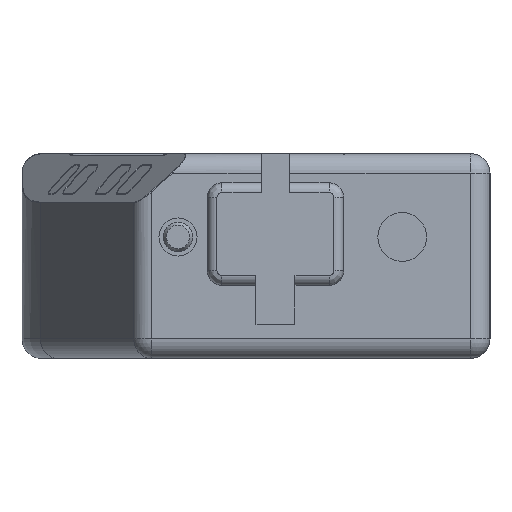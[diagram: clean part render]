
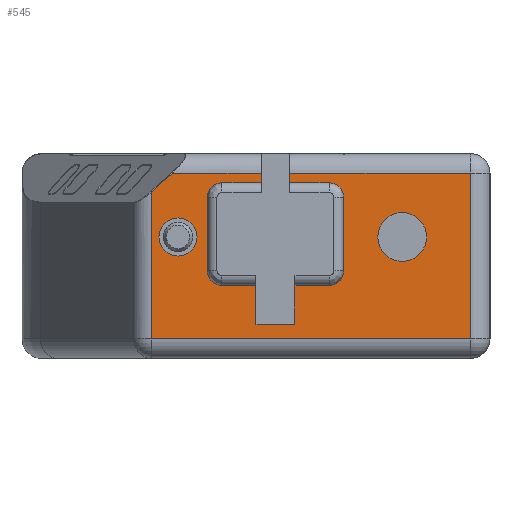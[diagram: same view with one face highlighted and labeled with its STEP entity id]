
A CAD part, left-side view. The second image highlights one B-rep face of the part: STEP entity #545.
In plain terms, the highlighted planar face has unit normal (-1, 0, 0).
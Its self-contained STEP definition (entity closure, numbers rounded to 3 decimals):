
#316=FACE_BOUND('',#1224,.T.);
#317=FACE_BOUND('',#1225,.T.);
#389=CIRCLE('',#4613,2.5);
#390=CIRCLE('',#4614,1.95);
#391=CIRCLE('',#4615,1.5);
#392=CIRCLE('',#4616,1.5);
#393=CIRCLE('',#4617,1.5);
#394=CIRCLE('',#4618,1.5);
#545=ADVANCED_FACE('',(#316,#317,#961),#807,.F.);
#807=PLANE('',#4619);
#961=FACE_OUTER_BOUND('',#1226,.T.);
#1224=EDGE_LOOP('',(#1637));
#1225=EDGE_LOOP('',(#1638));
#1226=EDGE_LOOP('',(#1639,#1640,#1641,#1642,#1643,#1644,#1645,#1646,#1647,
#1648,#1649,#1650,#1651,#1652,#1653,#1654,#1655,#1656,#1657,#1658,#1659));
#1637=ORIENTED_EDGE('',*,*,#3304,.F.);
#1638=ORIENTED_EDGE('',*,*,#3305,.T.);
#1639=ORIENTED_EDGE('',*,*,#3306,.T.);
#1640=ORIENTED_EDGE('',*,*,#3307,.T.);
#1641=ORIENTED_EDGE('',*,*,#3308,.T.);
#1642=ORIENTED_EDGE('',*,*,#3309,.T.);
#1643=ORIENTED_EDGE('',*,*,#3310,.F.);
#1644=ORIENTED_EDGE('',*,*,#3311,.T.);
#1645=ORIENTED_EDGE('',*,*,#3312,.F.);
#1646=ORIENTED_EDGE('',*,*,#3313,.F.);
#1647=ORIENTED_EDGE('',*,*,#3314,.F.);
#1648=ORIENTED_EDGE('',*,*,#3315,.F.);
#1649=ORIENTED_EDGE('',*,*,#3316,.F.);
#1650=ORIENTED_EDGE('',*,*,#3317,.F.);
#1651=ORIENTED_EDGE('',*,*,#3318,.F.);
#1652=ORIENTED_EDGE('',*,*,#3319,.F.);
#1653=ORIENTED_EDGE('',*,*,#3320,.F.);
#1654=ORIENTED_EDGE('',*,*,#3321,.F.);
#1655=ORIENTED_EDGE('',*,*,#3322,.F.);
#1656=ORIENTED_EDGE('',*,*,#3323,.F.);
#1657=ORIENTED_EDGE('',*,*,#3324,.F.);
#1658=ORIENTED_EDGE('',*,*,#3325,.F.);
#1659=ORIENTED_EDGE('',*,*,#3326,.F.);
#2898=VERTEX_POINT('',#6930);
#2899=VERTEX_POINT('',#6932);
#2900=VERTEX_POINT('',#6934);
#2901=VERTEX_POINT('',#6935);
#2902=VERTEX_POINT('',#6937);
#2903=VERTEX_POINT('',#6939);
#2904=VERTEX_POINT('',#6941);
#2905=VERTEX_POINT('',#6943);
#2906=VERTEX_POINT('',#6945);
#2907=VERTEX_POINT('',#6947);
#2908=VERTEX_POINT('',#6949);
#2909=VERTEX_POINT('',#6951);
#2910=VERTEX_POINT('',#6953);
#2911=VERTEX_POINT('',#6955);
#2912=VERTEX_POINT('',#6957);
#2913=VERTEX_POINT('',#6959);
#2914=VERTEX_POINT('',#6961);
#2915=VERTEX_POINT('',#6963);
#2916=VERTEX_POINT('',#6965);
#2917=VERTEX_POINT('',#6967);
#2918=VERTEX_POINT('',#6969);
#2919=VERTEX_POINT('',#6971);
#2920=VERTEX_POINT('',#6973);
#3304=EDGE_CURVE('',#2898,#2898,#389,.T.);
#3305=EDGE_CURVE('',#2899,#2899,#390,.T.);
#3306=EDGE_CURVE('',#2900,#2901,#3857,.T.);
#3307=EDGE_CURVE('',#2901,#2902,#3858,.T.);
#3308=EDGE_CURVE('',#2902,#2903,#3859,.T.);
#3309=EDGE_CURVE('',#2903,#2904,#3860,.T.);
#3310=EDGE_CURVE('',#2905,#2904,#3861,.T.);
#3311=EDGE_CURVE('',#2905,#2906,#3862,.T.);
#3312=EDGE_CURVE('',#2907,#2906,#3863,.T.);
#3313=EDGE_CURVE('',#2908,#2907,#3864,.T.);
#3314=EDGE_CURVE('',#2909,#2908,#391,.T.);
#3315=EDGE_CURVE('',#2910,#2909,#3865,.T.);
#3316=EDGE_CURVE('',#2911,#2910,#392,.T.);
#3317=EDGE_CURVE('',#2912,#2911,#3866,.T.);
#3318=EDGE_CURVE('',#2913,#2912,#3867,.T.);
#3319=EDGE_CURVE('',#2914,#2913,#3868,.T.);
#3320=EDGE_CURVE('',#2915,#2914,#3869,.T.);
#3321=EDGE_CURVE('',#2916,#2915,#3870,.T.);
#3322=EDGE_CURVE('',#2917,#2916,#393,.T.);
#3323=EDGE_CURVE('',#2918,#2917,#3871,.T.);
#3324=EDGE_CURVE('',#2919,#2918,#394,.T.);
#3325=EDGE_CURVE('',#2920,#2919,#3872,.T.);
#3326=EDGE_CURVE('',#2900,#2920,#3873,.T.);
#3857=LINE('',#6933,#4229);
#3858=LINE('',#6936,#4230);
#3859=LINE('',#6938,#4231);
#3860=LINE('',#6940,#4232);
#3861=LINE('',#6942,#4233);
#3862=LINE('',#6944,#4234);
#3863=LINE('',#6946,#4235);
#3864=LINE('',#6948,#4236);
#3865=LINE('',#6952,#4237);
#3866=LINE('',#6956,#4238);
#3867=LINE('',#6958,#4239);
#3868=LINE('',#6960,#4240);
#3869=LINE('',#6962,#4241);
#3870=LINE('',#6964,#4242);
#3871=LINE('',#6968,#4243);
#3872=LINE('',#6972,#4244);
#3873=LINE('',#6974,#4245);
#4229=VECTOR('',#5162,1.);
#4230=VECTOR('',#5163,1.);
#4231=VECTOR('',#5164,1.);
#4232=VECTOR('',#5165,1.);
#4233=VECTOR('',#5166,1.);
#4234=VECTOR('',#5167,1.);
#4235=VECTOR('',#5168,1.);
#4236=VECTOR('',#5169,1.);
#4237=VECTOR('',#5172,1.);
#4238=VECTOR('',#5175,1.);
#4239=VECTOR('',#5176,1.);
#4240=VECTOR('',#5177,1.);
#4241=VECTOR('',#5178,1.);
#4242=VECTOR('',#5179,1.);
#4243=VECTOR('',#5182,1.);
#4244=VECTOR('',#5185,1.);
#4245=VECTOR('',#5186,1.);
#4613=AXIS2_PLACEMENT_3D('',#6929,#5158,#5159);
#4614=AXIS2_PLACEMENT_3D('',#6931,#5160,#5161);
#4615=AXIS2_PLACEMENT_3D('',#6950,#5170,#5171);
#4616=AXIS2_PLACEMENT_3D('',#6954,#5173,#5174);
#4617=AXIS2_PLACEMENT_3D('',#6966,#5180,#5181);
#4618=AXIS2_PLACEMENT_3D('',#6970,#5183,#5184);
#4619=AXIS2_PLACEMENT_3D('',#6975,#5187,#5188);
#5158=DIRECTION('',(-1.,0.,0.));
#5159=DIRECTION('',(0.,-1.,0.));
#5160=DIRECTION('',(1.,0.,0.));
#5161=DIRECTION('',(0.,1.,0.));
#5162=DIRECTION('',(0.,1.,0.));
#5163=DIRECTION('',(0.,0.741,-0.672));
#5164=DIRECTION('',(0.,0.,-1.));
#5165=DIRECTION('',(0.,-1.,0.));
#5166=DIRECTION('',(0.,0.,-1.));
#5167=DIRECTION('',(0.,1.,0.));
#5168=DIRECTION('',(0.,0.,1.));
#5169=DIRECTION('',(0.,1.,0.));
#5170=DIRECTION('',(-1.,0.,0.));
#5171=DIRECTION('',(0.,-1.,0.));
#5172=DIRECTION('',(0.,0.,1.));
#5173=DIRECTION('',(-1.,0.,0.));
#5174=DIRECTION('',(0.,-1.,0.));
#5175=DIRECTION('',(0.,-1.,0.));
#5176=DIRECTION('',(0.,0.,1.));
#5177=DIRECTION('',(0.,-1.,0.));
#5178=DIRECTION('',(0.,0.,-1.));
#5179=DIRECTION('',(0.,-1.,0.));
#5180=DIRECTION('',(-1.,0.,0.));
#5181=DIRECTION('',(0.,-1.,0.));
#5182=DIRECTION('',(0.,0.,-1.));
#5183=DIRECTION('',(-1.,0.,0.));
#5184=DIRECTION('',(0.,-1.,0.));
#5185=DIRECTION('',(0.,1.,0.));
#5186=DIRECTION('',(0.,0.,-1.));
#5187=DIRECTION('',(1.,0.,0.));
#5188=DIRECTION('',(0.,1.,0.));
#6929=CARTESIAN_POINT('',(-85.,-39.,12.45));
#6930=CARTESIAN_POINT('',(-85.,-41.5,12.45));
#6931=CARTESIAN_POINT('',(-85.,-16.,12.45));
#6932=CARTESIAN_POINT('',(-85.,-14.05,12.45));
#6933=CARTESIAN_POINT('',(-85.,-17.524,19.));
#6934=CARTESIAN_POINT('',(-85.,-24.55,19.));
#6935=CARTESIAN_POINT('',(-85.,-15.427,19.));
#6936=CARTESIAN_POINT('',(-85.,-15.24,18.831));
#6937=CARTESIAN_POINT('',(-85.,-13.274,17.049));
#6938=CARTESIAN_POINT('',(-85.,-13.274,21.));
#6939=CARTESIAN_POINT('',(-85.,-13.274,2.));
#6940=CARTESIAN_POINT('',(-85.,-13.274,2.));
#6941=CARTESIAN_POINT('',(-85.,-46.,2.));
#6942=CARTESIAN_POINT('',(-85.,-46.,21.));
#6943=CARTESIAN_POINT('',(-85.,-46.,19.));
#6944=CARTESIAN_POINT('',(-85.,-27.45,19.));
#6945=CARTESIAN_POINT('',(-85.,-27.45,19.));
#6946=CARTESIAN_POINT('',(-85.,-27.45,18.));
#6947=CARTESIAN_POINT('',(-85.,-27.45,18.));
#6948=CARTESIAN_POINT('',(-85.,-31.5,18.));
#6949=CARTESIAN_POINT('',(-85.,-31.5,18.));
#6950=CARTESIAN_POINT('',(-85.,-31.5,16.5));
#6951=CARTESIAN_POINT('',(-85.,-33.,16.5));
#6952=CARTESIAN_POINT('',(-85.,-33.,9.));
#6953=CARTESIAN_POINT('',(-85.,-33.,9.));
#6954=CARTESIAN_POINT('',(-85.,-31.5,9.));
#6955=CARTESIAN_POINT('',(-85.,-31.5,7.5));
#6956=CARTESIAN_POINT('',(-85.,-28.,7.5));
#6957=CARTESIAN_POINT('',(-85.,-28.,7.5));
#6958=CARTESIAN_POINT('',(-85.,-28.,3.5));
#6959=CARTESIAN_POINT('',(-85.,-28.,3.5));
#6960=CARTESIAN_POINT('',(-85.,-24.,3.5));
#6961=CARTESIAN_POINT('',(-85.,-24.,3.5));
#6962=CARTESIAN_POINT('',(-85.,-24.,7.5));
#6963=CARTESIAN_POINT('',(-85.,-24.,7.5));
#6964=CARTESIAN_POINT('',(-85.,-20.5,7.5));
#6965=CARTESIAN_POINT('',(-85.,-20.5,7.5));
#6966=CARTESIAN_POINT('',(-85.,-20.5,9.));
#6967=CARTESIAN_POINT('',(-85.,-19.,9.));
#6968=CARTESIAN_POINT('',(-85.,-19.,16.5));
#6969=CARTESIAN_POINT('',(-85.,-19.,16.5));
#6970=CARTESIAN_POINT('',(-85.,-20.5,16.5));
#6971=CARTESIAN_POINT('',(-85.,-20.5,18.));
#6972=CARTESIAN_POINT('',(-85.,-24.55,18.));
#6973=CARTESIAN_POINT('',(-85.,-24.55,18.));
#6974=CARTESIAN_POINT('',(-85.,-24.55,21.));
#6975=CARTESIAN_POINT('',(-85.,-13.274,21.));
